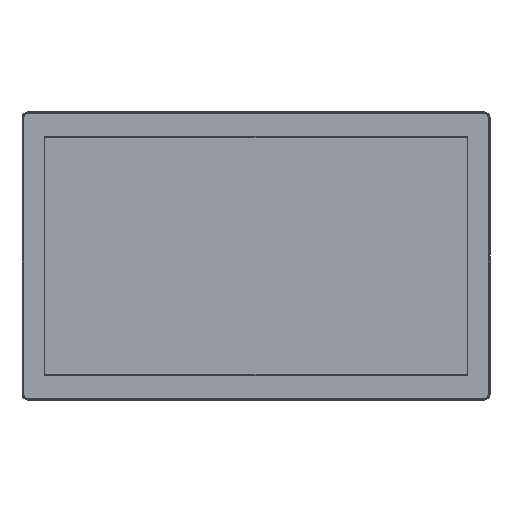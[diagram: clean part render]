
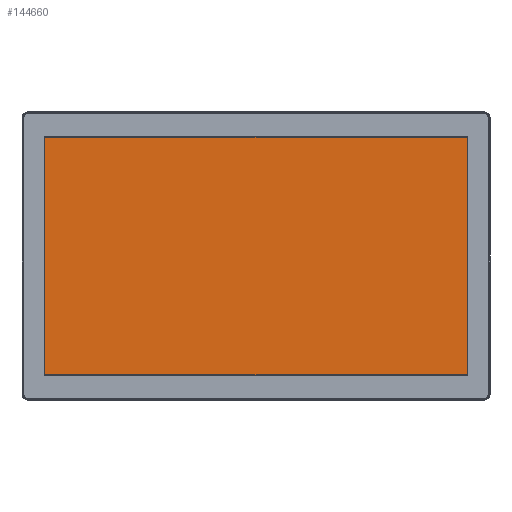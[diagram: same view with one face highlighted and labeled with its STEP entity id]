
A CAD part, top view. The second image highlights one B-rep face of the part: STEP entity #144660.
In plain terms, the highlighted planar face has unit normal (0, 0, 1).
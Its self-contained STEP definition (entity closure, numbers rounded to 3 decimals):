
#5872=FACE_OUTER_BOUND('',#13913,.T.);
#13913=EDGE_LOOP('',(#97986,#97987,#97988,#97989));
#27225=LINE('',#207949,#43548);
#27226=LINE('',#207951,#43549);
#27227=LINE('',#207953,#43550);
#27228=LINE('',#207954,#43551);
#43548=VECTOR('',#167316,10.);
#43549=VECTOR('',#167317,10.);
#43550=VECTOR('',#167318,10.);
#43551=VECTOR('',#167319,10.);
#59282=VERTEX_POINT('',#207947);
#59283=VERTEX_POINT('',#207948);
#59284=VERTEX_POINT('',#207950);
#59285=VERTEX_POINT('',#207952);
#74146=EDGE_CURVE('',#59282,#59283,#27225,.T.);
#74147=EDGE_CURVE('',#59284,#59282,#27226,.T.);
#74148=EDGE_CURVE('',#59285,#59284,#27227,.T.);
#74149=EDGE_CURVE('',#59283,#59285,#27228,.T.);
#97986=ORIENTED_EDGE('',*,*,#74146,.F.);
#97987=ORIENTED_EDGE('',*,*,#74147,.F.);
#97988=ORIENTED_EDGE('',*,*,#74148,.F.);
#97989=ORIENTED_EDGE('',*,*,#74149,.F.);
#139004=PLANE('',#152841);
#144660=ADVANCED_FACE('',(#5872),#139004,.T.);
#152841=AXIS2_PLACEMENT_3D('',#207946,#167314,#167315);
#167314=DIRECTION('center_axis',(0.,0.,1.));
#167315=DIRECTION('ref_axis',(-1.,0.,0.));
#167316=DIRECTION('',(0.,-1.,0.));
#167317=DIRECTION('',(1.,0.,0.));
#167318=DIRECTION('',(0.,1.,0.));
#167319=DIRECTION('',(-1.,0.,0.));
#207946=CARTESIAN_POINT('Origin',(0.,0.,
2.2));
#207947=CARTESIAN_POINT('',(238.03,133.89,2.2));
#207948=CARTESIAN_POINT('',(238.03,-133.89,2.2));
#207949=CARTESIAN_POINT('',(238.03,-66.945,2.2));
#207950=CARTESIAN_POINT('',(-238.03,133.89,2.2));
#207951=CARTESIAN_POINT('',(119.015,133.89,2.2));
#207952=CARTESIAN_POINT('',(-238.03,-133.89,2.2));
#207953=CARTESIAN_POINT('',(-238.03,66.945,2.2));
#207954=CARTESIAN_POINT('',(-119.015,-133.89,2.2));
